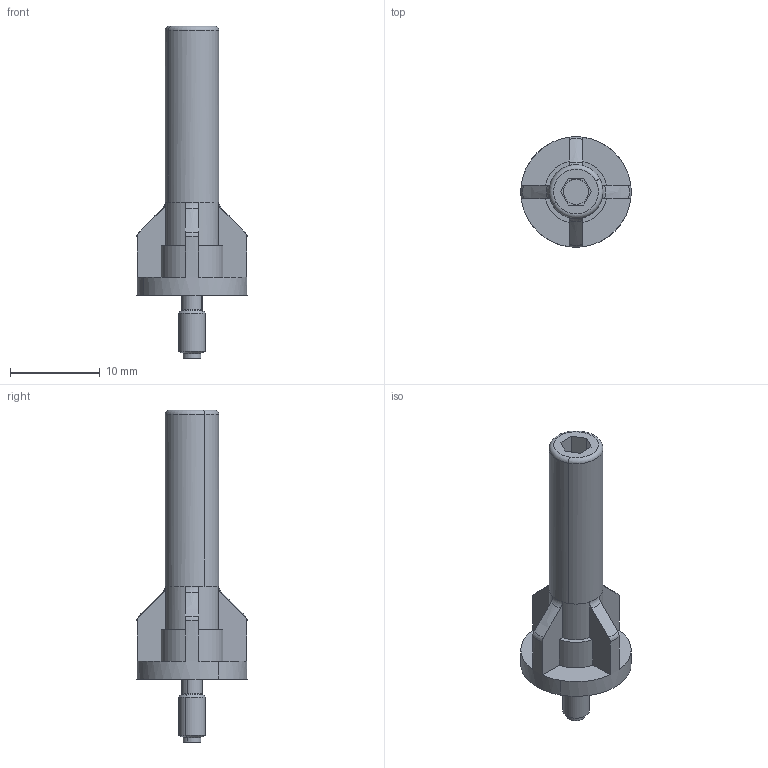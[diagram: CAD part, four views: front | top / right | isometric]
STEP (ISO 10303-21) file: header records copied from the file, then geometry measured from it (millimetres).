
FILE_DESCRIPTION(('CATIA V5 STEP Exchange','CAx-IF Rec.Pracs.--- Model Styling and Organization---1.4--- 2014-01-23'),'2;1');
FILE_NAME ('006716-3_2', '2019-10-26T06:55:24+00:00', ('none'), ('Weidmueller'), 'CATIA Version 5-6 Release 2016 SP3 HF44', 'CATIA V5 STEP AP214', 'none');
FILE_SCHEMA(('AUTOMOTIVE_DESIGN { 1 0 10303 214 1 1 1 1 }'));
Length unit declared in the file: millimetre
Products named in the file (1): 1120130000
Bounding box: 12.3 x 12.3 x 37 mm (x, y, z)
Volume: 1105.8 mm3; surface area: 1385.8 mm2
Topology: 2 solids, 2 shells, 194 faces, 534 edges, 347 vertices
Faces by surface type: plane 114, torus 42, cylinder 26, cone 12
Entity records: 6419 total; most frequent: CARTESIAN_POINT 2037, ORIENTED_EDGE 1064, DIRECTION 638, EDGE_CURVE 532, VERTEX_POINT 347, AXIS2_PLACEMENT_3D 280, VECTOR 236, LINE 236
